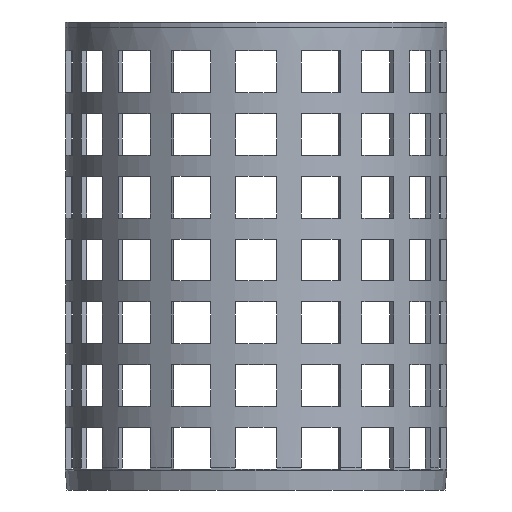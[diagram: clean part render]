
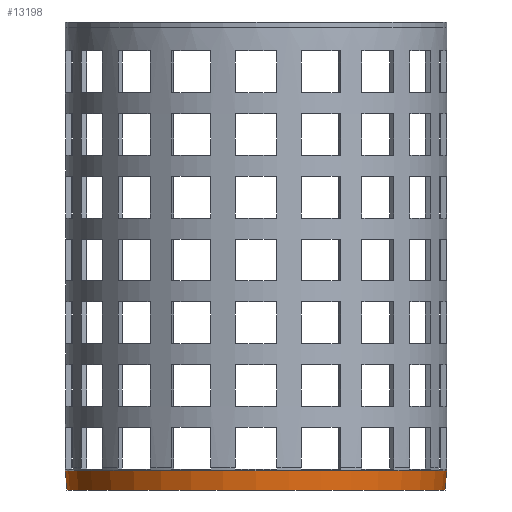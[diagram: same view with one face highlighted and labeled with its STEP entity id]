
A CAD part, front view. The second image highlights one B-rep face of the part: STEP entity #13198.
In plain terms, the highlighted conical face has half-angle 5 degrees and reference radius 363.094 mm.
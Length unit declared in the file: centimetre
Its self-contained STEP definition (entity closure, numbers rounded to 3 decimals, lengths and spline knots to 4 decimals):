
#22=CONICAL_SURFACE('',#14364,36.3094,0.087);
#829=CIRCLE('',#14337,36.4688);
#850=CIRCLE('',#14358,36.4688);
#853=CIRCLE('',#14365,36.15);
#1374=FACE_OUTER_BOUND('',#2202,.T.);
#2202=EDGE_LOOP('',(#11494,#11495,#11496,#11497,#11498));
#3436=LINE('',#21583,#4730);
#4730=VECTOR('',#17618,36.3094);
#6099=VERTEX_POINT('',#21546);
#6100=VERTEX_POINT('',#21547);
#6104=VERTEX_POINT('',#21581);
#7908=EDGE_CURVE('',#6099,#6100,#829,.T.);
#7929=EDGE_CURVE('',#6100,#6099,#850,.T.);
#7934=EDGE_CURVE('',#6104,#6104,#853,.T.);
#7935=EDGE_CURVE('',#6104,#6100,#3436,.T.);
#11494=ORIENTED_EDGE('',*,*,#7934,.F.);
#11495=ORIENTED_EDGE('',*,*,#7935,.T.);
#11496=ORIENTED_EDGE('',*,*,#7929,.T.);
#11497=ORIENTED_EDGE('',*,*,#7908,.T.);
#11498=ORIENTED_EDGE('',*,*,#7935,.F.);
#13198=ADVANCED_FACE('',(#1374),#22,.T.);
#14337=AXIS2_PLACEMENT_3D('',#21548,#17558,#17559);
#14358=AXIS2_PLACEMENT_3D('',#21570,#17600,#17601);
#14364=AXIS2_PLACEMENT_3D('',#21580,#17614,#17615);
#14365=AXIS2_PLACEMENT_3D('',#21582,#17616,#17617);
#17558=DIRECTION('center_axis',(0.,0.,-1.));
#17559=DIRECTION('ref_axis',(1.,0.,0.));
#17600=DIRECTION('center_axis',(0.,0.,-1.));
#17601=DIRECTION('ref_axis',(1.,0.,0.));
#17614=DIRECTION('center_axis',(0.,0.,1.));
#17615=DIRECTION('ref_axis',(-1.,0.,0.));
#17616=DIRECTION('center_axis',(0.,0.,-1.));
#17617=DIRECTION('ref_axis',(1.,0.,0.));
#17618=DIRECTION('',(0.087,0.,0.996));
#21546=CARTESIAN_POINT('',(355.1084,183.705,-39.6067));
#21547=CARTESIAN_POINT('',(391.5772,220.1738,-39.6067));
#21548=CARTESIAN_POINT('Origin',(355.1084,220.1738,-39.6067));
#21570=CARTESIAN_POINT('Origin',(355.1084,220.1738,-39.6067));
#21580=CARTESIAN_POINT('Origin',(355.1084,220.1738,-41.4283));
#21581=CARTESIAN_POINT('',(391.2584,220.1738,-43.25));
#21582=CARTESIAN_POINT('Origin',(355.1084,220.1738,-43.25));
#21583=CARTESIAN_POINT('',(391.4178,220.1738,-41.4283));
